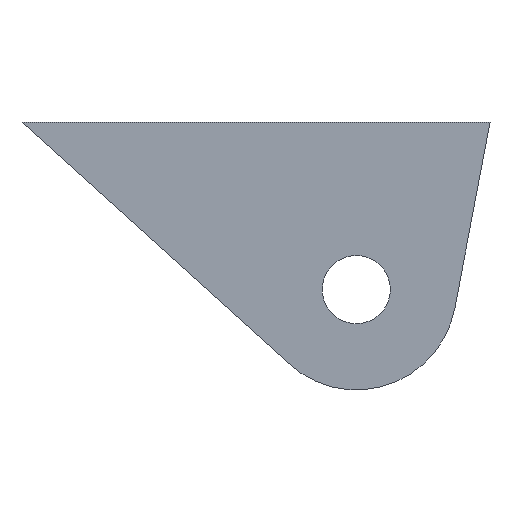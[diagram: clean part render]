
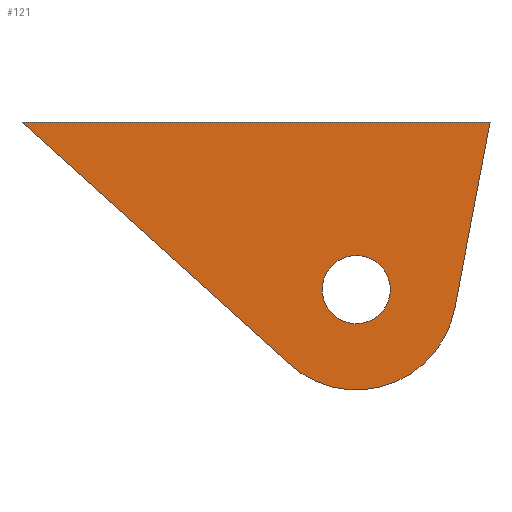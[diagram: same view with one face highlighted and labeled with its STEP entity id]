
A CAD part, left-side view. The second image highlights one B-rep face of the part: STEP entity #121.
In plain terms, the highlighted planar face has unit normal (-1, 0, 0).
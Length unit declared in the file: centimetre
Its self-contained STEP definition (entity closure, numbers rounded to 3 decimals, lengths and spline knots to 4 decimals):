
#20=FACE_BOUND('',#31,.T.);
#23=FACE_OUTER_BOUND('',#30,.T.);
#30=EDGE_LOOP('',(#88,#89,#90,#91));
#31=EDGE_LOOP('',(#92));
#40=CIRCLE('',#131,1.5);
#41=CIRCLE('',#132,0.51);
#44=LINE('',#179,#54);
#45=LINE('',#181,#55);
#46=LINE('',#184,#56);
#54=VECTOR('',#145,7.);
#55=VECTOR('',#146,5.3852);
#56=VECTOR('',#149,2.8284);
#64=VERTEX_POINT('',#177);
#65=VERTEX_POINT('',#178);
#66=VERTEX_POINT('',#180);
#67=VERTEX_POINT('',#182);
#68=VERTEX_POINT('',#185);
#74=EDGE_CURVE('',#64,#65,#44,.T.);
#75=EDGE_CURVE('',#66,#64,#45,.T.);
#76=EDGE_CURVE('',#67,#66,#40,.T.);
#77=EDGE_CURVE('',#65,#67,#46,.T.);
#78=EDGE_CURVE('',#68,#68,#41,.T.);
#88=ORIENTED_EDGE('',*,*,#74,.F.);
#89=ORIENTED_EDGE('',*,*,#75,.F.);
#90=ORIENTED_EDGE('',*,*,#76,.F.);
#91=ORIENTED_EDGE('',*,*,#77,.F.);
#92=ORIENTED_EDGE('',*,*,#78,.F.);
#116=PLANE('',#130);
#121=ADVANCED_FACE('',(#23,#20),#116,.F.);
#130=AXIS2_PLACEMENT_3D('',#176,#143,#144);
#131=AXIS2_PLACEMENT_3D('',#183,#147,#148);
#132=AXIS2_PLACEMENT_3D('',#186,#150,#151);
#143=DIRECTION('center_axis',(1.,0.,0.));
#144=DIRECTION('ref_axis',(0.,0.,-1.));
#145=DIRECTION('',(0.,-1.,0.));
#146=DIRECTION('',(0.,0.742,0.671));
#147=DIRECTION('center_axis',(1.,0.,0.));
#148=DIRECTION('ref_axis',(0.,0.,-1.));
#149=DIRECTION('',(0.,0.186,-0.983));
#150=DIRECTION('center_axis',(-1.,0.,0.));
#151=DIRECTION('ref_axis',(0.,0.,-1.));
#176=CARTESIAN_POINT('Origin',(0.,0.,0.));
#177=CARTESIAN_POINT('',(0.,3.5,-2.));
#178=CARTESIAN_POINT('',(0.,-3.5,-2.));
#179=CARTESIAN_POINT('',(0.,3.5,-2.));
#180=CARTESIAN_POINT('',(0.,-0.4938,-5.6124));
#181=CARTESIAN_POINT('',(0.,-0.4938,-5.6124));
#182=CARTESIAN_POINT('',(0.,-2.9738,-4.7791));
#183=CARTESIAN_POINT('Origin',(0.,-1.5,-4.5));
#184=CARTESIAN_POINT('',(0.,-3.5,-2.));
#185=CARTESIAN_POINT('',(0.,-1.5,-5.01));
#186=CARTESIAN_POINT('Origin',(0.,-1.5,-4.5));
